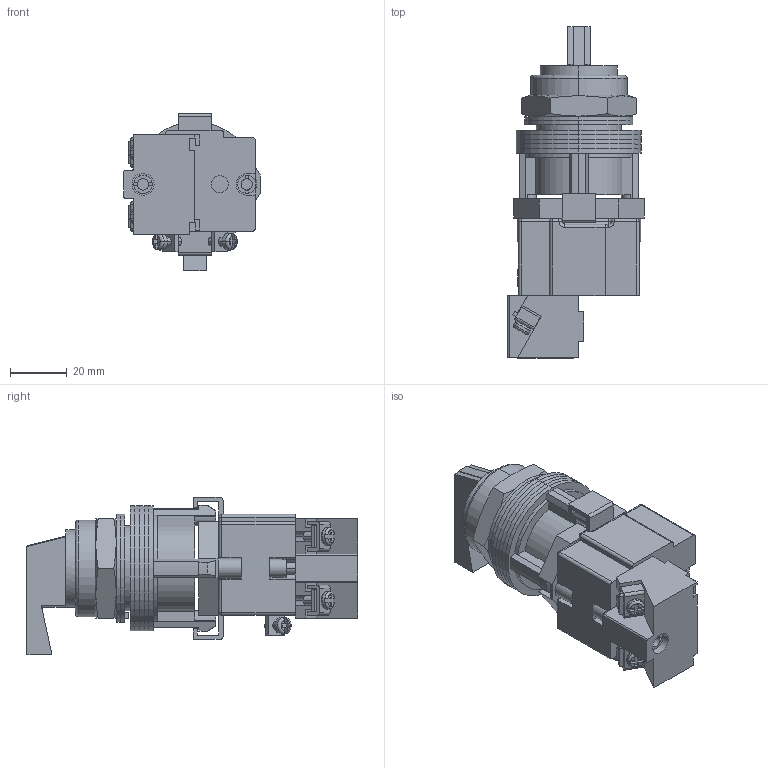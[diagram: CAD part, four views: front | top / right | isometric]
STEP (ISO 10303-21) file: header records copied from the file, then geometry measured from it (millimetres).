
FILE_DESCRIPTION (( 'STEP AP214' ), '1' );
FILE_NAME ('HT8JPH3AA5.step', '2018-06-29T16:32:22', ( '' ), ( '' ), 'SwSTEP 2.0', 'SolidWorks 2017', '' );
FILE_SCHEMA (( 'AUTOMOTIVE_DESIGN' ));
Length unit declared in the file: millimetre
Products named in the file (1): HT8JPH3AA5
Bounding box: 48 x 116.85 x 55.38 mm (x, y, z)
Volume: 98669.2 mm3; surface area: 49778.3 mm2
Topology: 26 solids, 26 shells, 592 faces, 1475 edges, 944 vertices
Faces by surface type: plane 344, cylinder 195, torus 26, sphere 14, cone 13
Entity records: 18806 total; most frequent: CARTESIAN_POINT 3282, DIRECTION 3065, ORIENTED_EDGE 2922, EDGE_CURVE 1461, AXIS2_PLACEMENT_3D 1063, VERTEX_POINT 944, LINE 939, VECTOR 939
